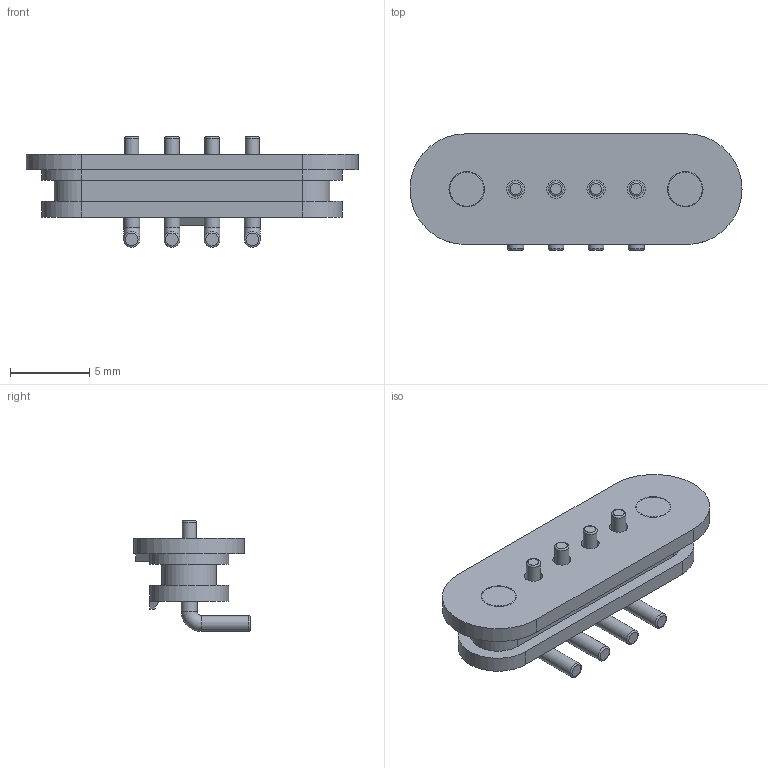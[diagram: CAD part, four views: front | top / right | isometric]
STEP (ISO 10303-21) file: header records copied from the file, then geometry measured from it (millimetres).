
FILE_DESCRIPTION(/* description */ (''),/* implementation_level */ '2;1');
FILE_NAME(/* name */ '5358 Mag Connector (4-pin, Right Angle, Pins).step',/* time_stamp */ '2022-05-29T21:29:36-05:00',/* author */ (''),/* organization */ (''),/* preprocessor_version */ 'ST-DEVELOPER v19',/* originating_system */ 'Autodesk Translation Framework v11.7.0.108',/* authorisation */ '');
FILE_SCHEMA (('AUTOMOTIVE_DESIGN { 1 0 10303 214 3 1 1 }'));
Length unit declared in the file: millimetre
Products named in the file (5): 5358 Mag Connector (4-pin, Right Angle, Pins); Housing; Magnet; Pins; Pin Contacts
Assembly tree (4 placements, depth 2):
  5358 Mag Connector (4-pin, Right Angle, Pins)
    Housing
    Magnet
    Pins
    Pin Contacts
Bounding box: 21 x 7.35 x 7 mm (x, y, z)
Volume: 376.9 mm3; surface area: 890.1 mm2
Topology: 11 solids, 11 shells, 117 faces, 220 edges, 144 vertices
Faces by surface type: plane 57, cylinder 44, torus 16
Full cylindrical faces by diameter (mm): 0.9 x8, 1 x8, 1.15 x8, 1.8 x8, 2.25 x4
Entity records: 3165 total; most frequent: DIRECTION 600, CARTESIAN_POINT 490, ORIENTED_EDGE 440, AXIS2_PLACEMENT_3D 254, EDGE_CURVE 220, EDGE_LOOP 148, VERTEX_POINT 144, CIRCLE 128
